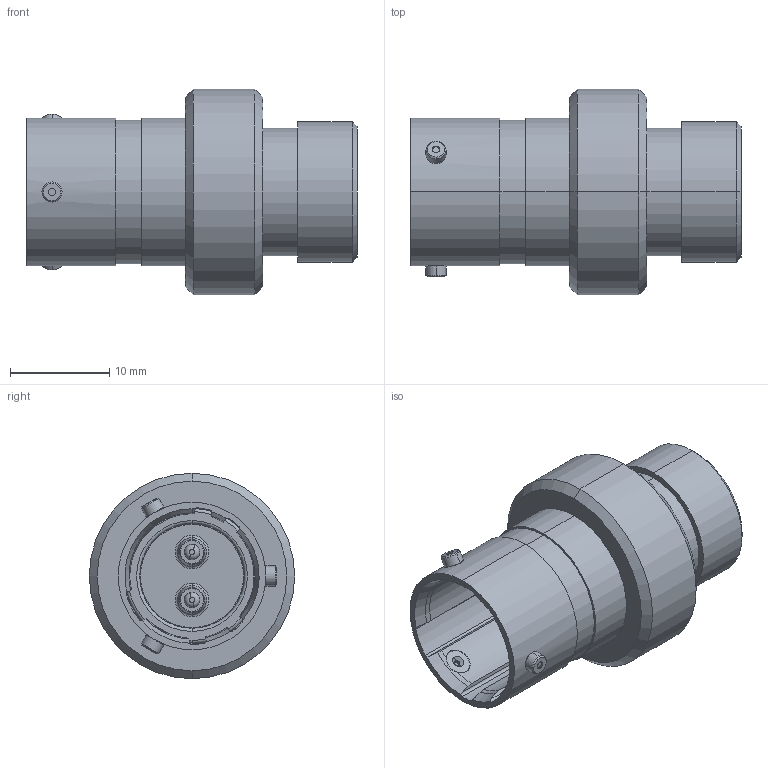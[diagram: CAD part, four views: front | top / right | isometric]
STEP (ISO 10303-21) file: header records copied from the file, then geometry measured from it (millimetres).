
FILE_DESCRIPTION (( 'STEP AP214' ), '1' );
FILE_NAME ('AS110-02PB.STEP', '2022-10-20T13:57:33', ( '' ), ( '' ), 'SwSTEP 2.0', 'SolidWorks 2020', '' );
FILE_SCHEMA (( 'AUTOMOTIVE_DESIGN' ));
Length unit declared in the file: millimetre
Products named in the file (1): AS110-02PB
Bounding box: 33.3 x 20.7 x 20.7 mm (x, y, z)
Volume: 4543.7 mm3; surface area: 5743.8 mm2
Topology: 12 solids, 12 shells, 344 faces, 741 edges, 437 vertices
Faces by surface type: cylinder 133, torus 72, cone 66, plane 61, sphere 12
Entity records: 13509 total; most frequent: DIRECTION 1850, CARTESIAN_POINT 1817, ORIENTED_EDGE 1470, AXIS2_PLACEMENT_3D 818, EDGE_CURVE 735, CIRCLE 473, VERTEX_POINT 437, EDGE_LOOP 390
